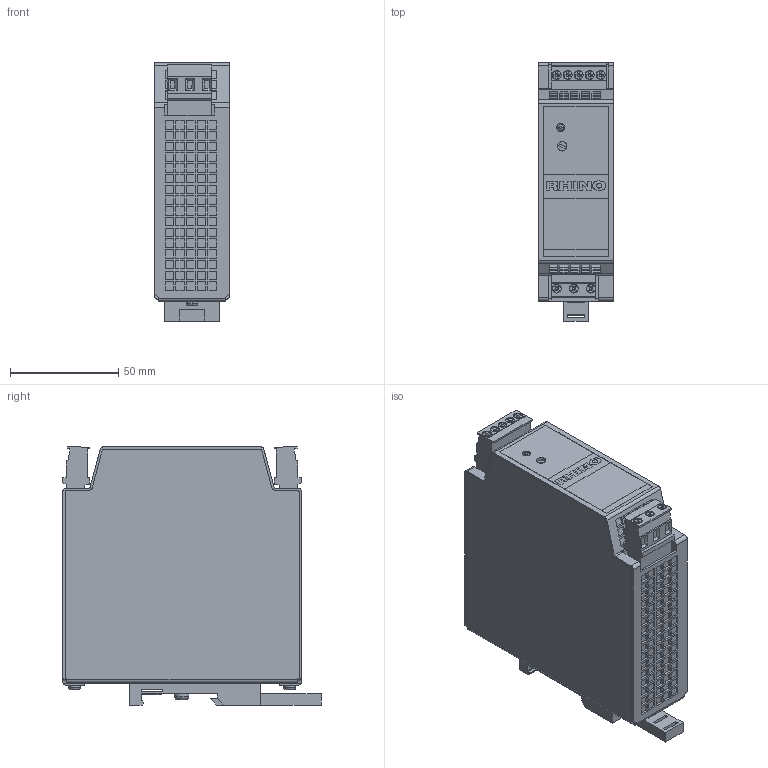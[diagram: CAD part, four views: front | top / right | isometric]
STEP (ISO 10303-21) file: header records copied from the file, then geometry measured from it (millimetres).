
FILE_DESCRIPTION (( 'STEP AP203' ), '1' );
FILE_NAME ('PSM24-090S-N.STEP', '2011-10-11T14:53:07', ( '.adc' ), ( '' ), 'SwSTEP 2.0', 'SolidWorks 2011', '' );
FILE_SCHEMA (( 'CONFIG_CONTROL_DESIGN' ));
Length unit declared in the file: inch
Products named in the file (1): PSM24-090S-N
Bounding box: 35.05 x 119.17 x 119.16 mm (x, y, z)
Volume: 415545.8 mm3; surface area: 50121.3 mm2
Topology: 1 solids, 1 shells, 1512 faces, 3801 edges, 2528 vertices
Faces by surface type: plane 1389, cylinder 60, cone 35, bspline 20, torus 8
Entity records: 45893 total; most frequent: CARTESIAN_POINT 9416, ORIENTED_EDGE 7602, DIRECTION 6925, EDGE_CURVE 3801, LINE 3491, VECTOR 3491, VERTEX_POINT 2528, EDGE_LOOP 1755
